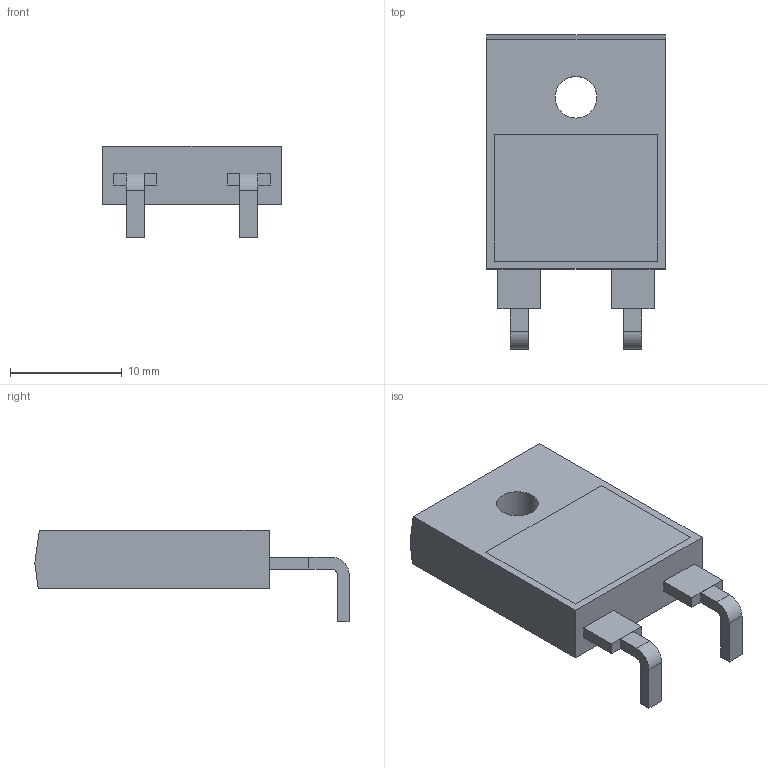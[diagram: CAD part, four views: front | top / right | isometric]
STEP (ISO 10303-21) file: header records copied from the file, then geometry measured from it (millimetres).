
FILE_DESCRIPTION(/* description */ (''),/* implementation_level */ '2;1');
FILE_NAME(/* name */ 'RES_ARCOL_AP101_hflip.stp',/* time_stamp */ '2017-09-14T08:41:50+02:00',/* author */ ('jchouvet'),/* organization */ (''),/* preprocessor_version */ 'ST-DEVELOPER v16.1',/* originating_system */ 'AutoCAD Mechanical',/* authorisation */ '');
FILE_SCHEMA (('AUTOMOTIVE_DESIGN { 1 0 10303 214 3 1 1 }'));
Length unit declared in the file: millimetre
Products named in the file (1): Product
Bounding box: 16 x 28.12 x 8.21 mm (x, y, z)
Volume: 1731.8 mm3; surface area: 1602.4 mm2
Topology: 6 solids, 6 shells, 51 faces, 114 edges, 76 vertices
Faces by surface type: plane 46, cylinder 5
Full cylindrical faces by diameter (mm): 3.73 x1
Entity records: 1431 total; most frequent: CARTESIAN_POINT 241, DIRECTION 227, ORIENTED_EDGE 226, EDGE_CURVE 113, LINE 103, VECTOR 103, VERTEX_POINT 76, AXIS2_PLACEMENT_3D 62
